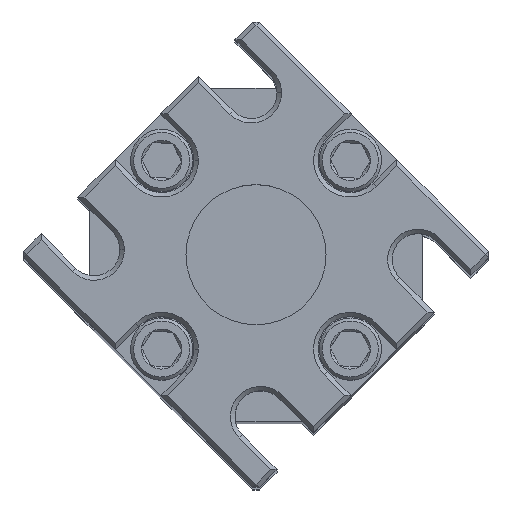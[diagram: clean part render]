
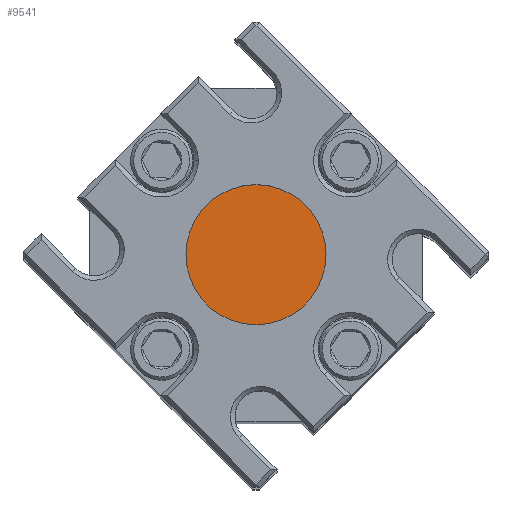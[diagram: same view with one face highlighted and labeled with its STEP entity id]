
A CAD part, top view. The second image highlights one B-rep face of the part: STEP entity #9541.
In plain terms, the highlighted planar face has unit normal (0, 0, 1).
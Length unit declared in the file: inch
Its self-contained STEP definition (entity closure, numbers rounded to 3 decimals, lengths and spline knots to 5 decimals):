
#219 = ORIENTED_EDGE ( 'NONE', *, *, #8033, .T. ) ;
#1988 = CARTESIAN_POINT ( 'NONE',  ( -1.99372, 0.49524, 1.74015 ) ) ;
#2163 = DIRECTION ( 'NONE',  ( 0., 0., 1. ) ) ;
#2458 = VERTEX_POINT ( 'NONE', #7189 ) ;
#3435 = CIRCLE ( 'NONE', #5035, 0.1575 ) ;
#3502 = EDGE_LOOP ( 'NONE', ( #8435, #219 ) ) ;
#4323 = DIRECTION ( 'NONE',  ( 0., 0., 1. ) ) ;
#5035 = AXIS2_PLACEMENT_3D ( 'NONE', #8293, #2163, #6574 ) ;
#5376 = AXIS2_PLACEMENT_3D ( 'NONE', #1988, #7837, #8886 ) ;
#5446 = EDGE_CURVE ( 'NONE', #6549, #2458, #3435, .T. ) ;
#6549 = VERTEX_POINT ( 'NONE', #9692 ) ;
#6574 = DIRECTION ( 'NONE',  ( 1., 0., 0. ) ) ;
#7189 = CARTESIAN_POINT ( 'NONE',  ( -2.15122, 0.49524, 1.74015 ) ) ;
#7777 = AXIS2_PLACEMENT_3D ( 'NONE', #7779, #4323, #8709 ) ;
#7779 = CARTESIAN_POINT ( 'NONE',  ( -1.99372, 0.49524, 1.74015 ) ) ;
#7837 = DIRECTION ( 'NONE',  ( 0., 0., 1. ) ) ;
#8033 = EDGE_CURVE ( 'NONE', #2458, #6549, #8482, .T. ) ;
#8293 = CARTESIAN_POINT ( 'NONE',  ( -1.99372, 0.49524, 1.74015 ) ) ;
#8435 = ORIENTED_EDGE ( 'NONE', *, *, #5446, .T. ) ;
#8482 = CIRCLE ( 'NONE', #7777, 0.1575 ) ;
#8709 = DIRECTION ( 'NONE',  ( 1., 0., 0. ) ) ;
#8886 = DIRECTION ( 'NONE',  ( 1., 0., 0. ) ) ;
#9541 = ADVANCED_FACE ( 'NONE', ( #9670 ), #9567, .T. ) ;
#9567 = PLANE ( 'NONE',  #5376 ) ;
#9670 = FACE_OUTER_BOUND ( 'NONE', #3502, .T. ) ;
#9692 = CARTESIAN_POINT ( 'NONE',  ( -1.83622, 0.49524, 1.74015 ) ) ;
